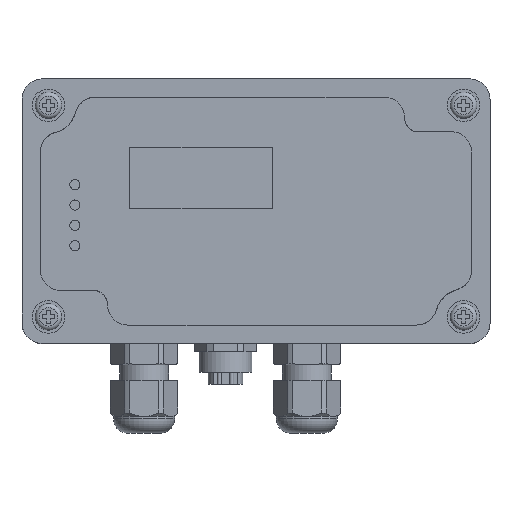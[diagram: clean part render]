
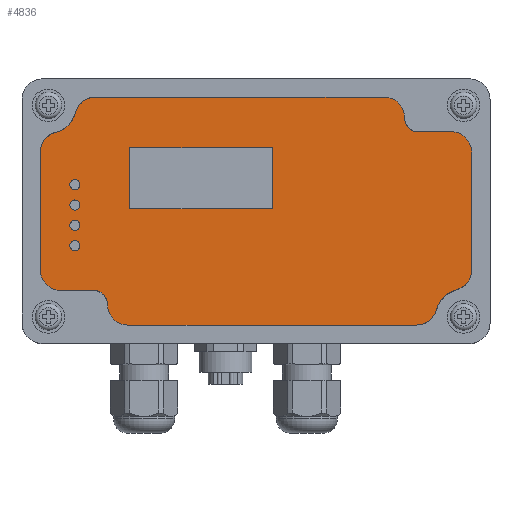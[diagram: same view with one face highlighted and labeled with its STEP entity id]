
A CAD part, top view. The second image highlights one B-rep face of the part: STEP entity #4836.
In plain terms, the highlighted planar face has unit normal (0, 0, 1).
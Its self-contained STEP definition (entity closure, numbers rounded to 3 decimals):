
#122=FACE_BOUND('',#1803,.T.);
#123=FACE_BOUND('',#1804,.T.);
#124=FACE_BOUND('',#1805,.T.);
#125=FACE_BOUND('',#1806,.T.);
#126=FACE_BOUND('',#1807,.T.);
#289=PLANE('',#5422);
#660=LINE('',#8308,#1044);
#661=LINE('',#8310,#1045);
#663=LINE('',#8313,#1047);
#665=LINE('',#8316,#1049);
#668=LINE('',#8320,#1052);
#669=LINE('',#8322,#1053);
#671=LINE('',#8325,#1055);
#673=LINE('',#8328,#1057);
#681=LINE('',#8361,#1065);
#684=LINE('',#8367,#1068);
#687=LINE('',#8373,#1071);
#690=LINE('',#8377,#1074);
#1044=VECTOR('',#6826,10.);
#1045=VECTOR('',#6829,10.);
#1047=VECTOR('',#6833,10.);
#1049=VECTOR('',#6837,10.);
#1052=VECTOR('',#6842,10.);
#1053=VECTOR('',#6845,10.);
#1055=VECTOR('',#6849,10.);
#1057=VECTOR('',#6853,10.);
#1065=VECTOR('',#6887,10.);
#1068=VECTOR('',#6892,10.);
#1071=VECTOR('',#6897,10.);
#1074=VECTOR('',#6902,10.);
#1466=FACE_OUTER_BOUND('',#1802,.T.);
#1802=EDGE_LOOP('',(#4501,#4502,#4503,#4504,#4505,#4506,#4507,#4508,#4509,
#4510,#4511,#4512,#4513,#4514,#4515,#4516,#4517,#4518,#4519,#4520));
#1803=EDGE_LOOP('',(#4521));
#1804=EDGE_LOOP('',(#4522));
#1805=EDGE_LOOP('',(#4523));
#1806=EDGE_LOOP('',(#4524));
#1807=EDGE_LOOP('',(#4525,#4526,#4527,#4528));
#2049=CIRCLE('',#5363,7.245);
#2051=CIRCLE('',#5366,5.);
#2054=CIRCLE('',#5370,5.);
#2055=CIRCLE('',#5372,3.449);
#2057=CIRCLE('',#5375,3.525);
#2059=CIRCLE('',#5378,6.948);
#2061=CIRCLE('',#5381,5.);
#2064=CIRCLE('',#5385,5.);
#2065=CIRCLE('',#5387,5.);
#2067=CIRCLE('',#5390,5.);
#2069=CIRCLE('',#5393,5.);
#2071=CIRCLE('',#5396,5.);
#2073=CIRCLE('',#5407,1.25);
#2075=CIRCLE('',#5410,1.25);
#2077=CIRCLE('',#5413,1.25);
#2079=CIRCLE('',#5416,1.25);
#2470=VERTEX_POINT('',#8211);
#2471=VERTEX_POINT('',#8212);
#2474=VERTEX_POINT('',#8220);
#2477=VERTEX_POINT('',#8228);
#2478=VERTEX_POINT('',#8232);
#2479=VERTEX_POINT('',#8233);
#2482=VERTEX_POINT('',#8241);
#2483=VERTEX_POINT('',#8242);
#2486=VERTEX_POINT('',#8250);
#2487=VERTEX_POINT('',#8251);
#2490=VERTEX_POINT('',#8259);
#2493=VERTEX_POINT('',#8267);
#2494=VERTEX_POINT('',#8271);
#2495=VERTEX_POINT('',#8272);
#2498=VERTEX_POINT('',#8280);
#2499=VERTEX_POINT('',#8281);
#2502=VERTEX_POINT('',#8289);
#2503=VERTEX_POINT('',#8290);
#2506=VERTEX_POINT('',#8298);
#2507=VERTEX_POINT('',#8299);
#2510=VERTEX_POINT('',#8331);
#2512=VERTEX_POINT('',#8337);
#2514=VERTEX_POINT('',#8343);
#2516=VERTEX_POINT('',#8349);
#2520=VERTEX_POINT('',#8358);
#2521=VERTEX_POINT('',#8360);
#2523=VERTEX_POINT('',#8366);
#2525=VERTEX_POINT('',#8372);
#3119=EDGE_CURVE('',#2470,#2471,#2049,.T.);
#3123=EDGE_CURVE('',#2474,#2471,#2051,.T.);
#3128=EDGE_CURVE('',#2470,#2477,#2054,.T.);
#3129=EDGE_CURVE('',#2478,#2479,#2055,.T.);
#3133=EDGE_CURVE('',#2482,#2483,#2057,.T.);
#3137=EDGE_CURVE('',#2486,#2487,#2059,.T.);
#3141=EDGE_CURVE('',#2490,#2487,#2061,.T.);
#3146=EDGE_CURVE('',#2486,#2493,#2064,.T.);
#3147=EDGE_CURVE('',#2494,#2495,#2065,.T.);
#3151=EDGE_CURVE('',#2498,#2499,#2067,.T.);
#3155=EDGE_CURVE('',#2502,#2503,#2069,.T.);
#3159=EDGE_CURVE('',#2506,#2507,#2071,.T.);
#3164=EDGE_CURVE('',#2502,#2478,#660,.T.);
#3165=EDGE_CURVE('',#2479,#2507,#661,.T.);
#3167=EDGE_CURVE('',#2506,#2493,#663,.T.);
#3169=EDGE_CURVE('',#2490,#2495,#665,.T.);
#3172=EDGE_CURVE('',#2494,#2482,#668,.T.);
#3173=EDGE_CURVE('',#2483,#2499,#669,.T.);
#3175=EDGE_CURVE('',#2498,#2477,#671,.T.);
#3177=EDGE_CURVE('',#2474,#2503,#673,.T.);
#3179=EDGE_CURVE('',#2510,#2510,#2073,.T.);
#3182=EDGE_CURVE('',#2512,#2512,#2075,.T.);
#3185=EDGE_CURVE('',#2514,#2514,#2077,.T.);
#3188=EDGE_CURVE('',#2516,#2516,#2079,.T.);
#3193=EDGE_CURVE('',#2521,#2520,#681,.T.);
#3196=EDGE_CURVE('',#2523,#2521,#684,.T.);
#3199=EDGE_CURVE('',#2525,#2523,#687,.T.);
#3202=EDGE_CURVE('',#2520,#2525,#690,.T.);
#4501=ORIENTED_EDGE('',*,*,#3128,.T.);
#4502=ORIENTED_EDGE('',*,*,#3175,.F.);
#4503=ORIENTED_EDGE('',*,*,#3151,.T.);
#4504=ORIENTED_EDGE('',*,*,#3173,.F.);
#4505=ORIENTED_EDGE('',*,*,#3133,.F.);
#4506=ORIENTED_EDGE('',*,*,#3172,.F.);
#4507=ORIENTED_EDGE('',*,*,#3147,.T.);
#4508=ORIENTED_EDGE('',*,*,#3169,.F.);
#4509=ORIENTED_EDGE('',*,*,#3141,.T.);
#4510=ORIENTED_EDGE('',*,*,#3137,.F.);
#4511=ORIENTED_EDGE('',*,*,#3146,.T.);
#4512=ORIENTED_EDGE('',*,*,#3167,.F.);
#4513=ORIENTED_EDGE('',*,*,#3159,.T.);
#4514=ORIENTED_EDGE('',*,*,#3165,.F.);
#4515=ORIENTED_EDGE('',*,*,#3129,.F.);
#4516=ORIENTED_EDGE('',*,*,#3164,.F.);
#4517=ORIENTED_EDGE('',*,*,#3155,.T.);
#4518=ORIENTED_EDGE('',*,*,#3177,.F.);
#4519=ORIENTED_EDGE('',*,*,#3123,.T.);
#4520=ORIENTED_EDGE('',*,*,#3119,.F.);
#4521=ORIENTED_EDGE('',*,*,#3179,.T.);
#4522=ORIENTED_EDGE('',*,*,#3182,.T.);
#4523=ORIENTED_EDGE('',*,*,#3185,.T.);
#4524=ORIENTED_EDGE('',*,*,#3188,.T.);
#4525=ORIENTED_EDGE('',*,*,#3199,.T.);
#4526=ORIENTED_EDGE('',*,*,#3196,.T.);
#4527=ORIENTED_EDGE('',*,*,#3193,.T.);
#4528=ORIENTED_EDGE('',*,*,#3202,.T.);
#4836=ADVANCED_FACE('',(#1466,#122,#123,#124,#125,#126),#289,.T.);
#5363=AXIS2_PLACEMENT_3D('',#8213,#6733,#6734);
#5366=AXIS2_PLACEMENT_3D('',#8221,#6741,#6742);
#5370=AXIS2_PLACEMENT_3D('',#8230,#6751,#6752);
#5372=AXIS2_PLACEMENT_3D('',#8234,#6755,#6756);
#5375=AXIS2_PLACEMENT_3D('',#8243,#6763,#6764);
#5378=AXIS2_PLACEMENT_3D('',#8252,#6771,#6772);
#5381=AXIS2_PLACEMENT_3D('',#8260,#6779,#6780);
#5385=AXIS2_PLACEMENT_3D('',#8269,#6789,#6790);
#5387=AXIS2_PLACEMENT_3D('',#8273,#6793,#6794);
#5390=AXIS2_PLACEMENT_3D('',#8282,#6801,#6802);
#5393=AXIS2_PLACEMENT_3D('',#8291,#6809,#6810);
#5396=AXIS2_PLACEMENT_3D('',#8300,#6817,#6818);
#5407=AXIS2_PLACEMENT_3D('',#8332,#6857,#6858);
#5410=AXIS2_PLACEMENT_3D('',#8338,#6864,#6865);
#5413=AXIS2_PLACEMENT_3D('',#8344,#6871,#6872);
#5416=AXIS2_PLACEMENT_3D('',#8350,#6878,#6879);
#5422=AXIS2_PLACEMENT_3D('',#8378,#6903,#6904);
#6733=DIRECTION('center_axis',(0.,0.,1.));
#6734=DIRECTION('ref_axis',(-0.268,0.963,0.));
#6741=DIRECTION('center_axis',(0.,0.,1.));
#6742=DIRECTION('ref_axis',(0.,-1.,0.));
#6751=DIRECTION('center_axis',(0.,0.,1.));
#6752=DIRECTION('ref_axis',(0.,-1.,0.));
#6755=DIRECTION('center_axis',(0.,0.,1.));
#6756=DIRECTION('ref_axis',(1.,0.011,0.));
#6763=DIRECTION('center_axis',(0.,0.,1.));
#6764=DIRECTION('ref_axis',(-0.999,0.032,0.));
#6771=DIRECTION('center_axis',(0.,0.,1.));
#6772=DIRECTION('ref_axis',(0.231,-0.973,0.));
#6779=DIRECTION('center_axis',(0.,0.,1.));
#6780=DIRECTION('ref_axis',(0.,1.,0.));
#6789=DIRECTION('center_axis',(0.,0.,1.));
#6790=DIRECTION('ref_axis',(0.,1.,0.));
#6793=DIRECTION('center_axis',(0.,0.,1.));
#6794=DIRECTION('ref_axis',(1.,0.,0.));
#6801=DIRECTION('center_axis',(0.,0.,1.));
#6802=DIRECTION('ref_axis',(1.,0.,0.));
#6809=DIRECTION('center_axis',(0.,0.,1.));
#6810=DIRECTION('ref_axis',(-1.,0.,0.));
#6817=DIRECTION('center_axis',(0.,0.,1.));
#6818=DIRECTION('ref_axis',(-1.,0.,0.));
#6826=DIRECTION('',(0.,1.,0.));
#6829=DIRECTION('',(-1.,0.,0.));
#6833=DIRECTION('',(0.,1.,0.));
#6837=DIRECTION('',(1.,0.,0.));
#6842=DIRECTION('',(0.,-1.,0.));
#6845=DIRECTION('',(1.,0.,0.));
#6849=DIRECTION('',(0.,-1.,0.));
#6853=DIRECTION('',(-1.,0.,0.));
#6857=DIRECTION('center_axis',(0.,0.,-1.));
#6858=DIRECTION('ref_axis',(-1.,0.,0.));
#6864=DIRECTION('center_axis',(0.,0.,-1.));
#6865=DIRECTION('ref_axis',(-1.,0.,0.));
#6871=DIRECTION('center_axis',(0.,0.,-1.));
#6872=DIRECTION('ref_axis',(-1.,0.,0.));
#6878=DIRECTION('center_axis',(0.,0.,-1.));
#6879=DIRECTION('ref_axis',(-1.,0.,0.));
#6887=DIRECTION('',(0.,1.,0.));
#6892=DIRECTION('',(-1.,0.,0.));
#6897=DIRECTION('',(0.,-1.,0.));
#6902=DIRECTION('',(1.,0.,0.));
#6903=DIRECTION('center_axis',(0.,0.,1.));
#6904=DIRECTION('ref_axis',(-1.,0.,0.));
#8211=CARTESIAN_POINT('',(106.841,13.183,40.));
#8212=CARTESIAN_POINT('',(101.873,8.382,40.));
#8213=CARTESIAN_POINT('Origin',(108.783,6.203,40.));
#8220=CARTESIAN_POINT('',(97.,4.5,40.));
#8221=CARTESIAN_POINT('Origin',(97.,9.5,40.));
#8228=CARTESIAN_POINT('',(110.5,18.,40.));
#8230=CARTESIAN_POINT('Origin',(105.5,18.,40.));
#8232=CARTESIAN_POINT('',(21.,9.6,40.));
#8233=CARTESIAN_POINT('',(17.817,13.,40.));
#8234=CARTESIAN_POINT('Origin',(17.551,9.561,40.));
#8241=CARTESIAN_POINT('',(94.,55.341,40.));
#8242=CARTESIAN_POINT('',(96.934,52.,40.));
#8243=CARTESIAN_POINT('Origin',(97.522,55.475,40.));
#8250=CARTESIAN_POINT('',(8.391,51.876,40.));
#8251=CARTESIAN_POINT('',(13.097,56.478,40.));
#8252=CARTESIAN_POINT('Origin',(6.465,58.551,40.));
#8259=CARTESIAN_POINT('',(18.,60.5,40.));
#8260=CARTESIAN_POINT('Origin',(18.,55.5,40.));
#8267=CARTESIAN_POINT('',(4.5,47.,40.));
#8269=CARTESIAN_POINT('Origin',(9.5,47.,40.));
#8271=CARTESIAN_POINT('',(94.,55.5,40.));
#8272=CARTESIAN_POINT('',(89.,60.5,40.));
#8273=CARTESIAN_POINT('Origin',(89.,55.5,40.));
#8280=CARTESIAN_POINT('',(110.5,47.,40.));
#8281=CARTESIAN_POINT('',(105.5,52.,40.));
#8282=CARTESIAN_POINT('Origin',(105.5,47.,40.));
#8289=CARTESIAN_POINT('',(21.,9.5,40.));
#8290=CARTESIAN_POINT('',(26.,4.5,40.));
#8291=CARTESIAN_POINT('Origin',(26.,9.5,40.));
#8298=CARTESIAN_POINT('',(4.5,18.,40.));
#8299=CARTESIAN_POINT('',(9.5,13.,40.));
#8300=CARTESIAN_POINT('Origin',(9.5,18.,40.));
#8308=CARTESIAN_POINT('',(21.,9.5,40.));
#8310=CARTESIAN_POINT('',(19.,13.,40.));
#8313=CARTESIAN_POINT('',(4.5,18.,40.));
#8316=CARTESIAN_POINT('',(18.,60.5,40.));
#8320=CARTESIAN_POINT('',(94.,55.5,40.));
#8322=CARTESIAN_POINT('',(96.,52.,40.));
#8325=CARTESIAN_POINT('',(110.5,47.,40.));
#8328=CARTESIAN_POINT('',(97.,4.5,40.));
#8331=CARTESIAN_POINT('',(14.25,29.,40.));
#8332=CARTESIAN_POINT('Origin',(13.,29.,40.));
#8337=CARTESIAN_POINT('',(14.25,34.,40.));
#8338=CARTESIAN_POINT('Origin',(13.,34.,40.));
#8343=CARTESIAN_POINT('',(14.25,24.,40.));
#8344=CARTESIAN_POINT('Origin',(13.,24.,40.));
#8349=CARTESIAN_POINT('',(14.25,39.,40.));
#8350=CARTESIAN_POINT('Origin',(13.,39.,40.));
#8358=CARTESIAN_POINT('',(26.5,48.121,40.));
#8360=CARTESIAN_POINT('',(26.5,33.121,40.));
#8361=CARTESIAN_POINT('',(26.5,32.81,40.));
#8366=CARTESIAN_POINT('',(61.5,33.121,40.));
#8367=CARTESIAN_POINT('',(59.5,33.121,40.));
#8372=CARTESIAN_POINT('',(61.5,48.121,40.));
#8373=CARTESIAN_POINT('',(61.5,40.31,40.));
#8377=CARTESIAN_POINT('',(42.,48.121,40.));
#8378=CARTESIAN_POINT('Origin',(57.5,32.5,40.));
